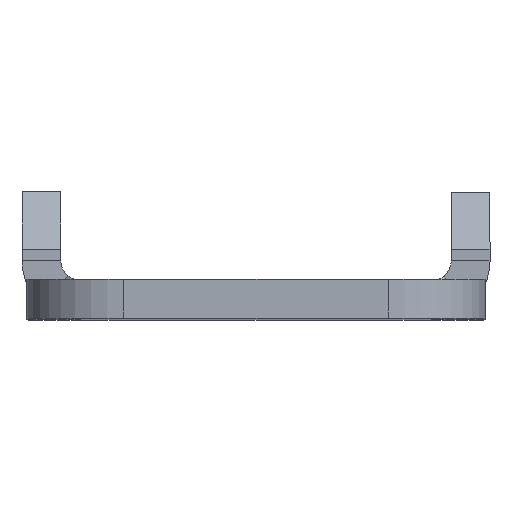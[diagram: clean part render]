
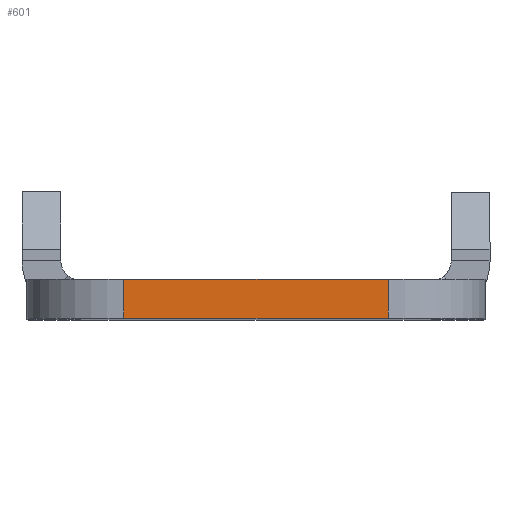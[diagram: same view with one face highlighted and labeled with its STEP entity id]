
A CAD part, top view. The second image highlights one B-rep face of the part: STEP entity #601.
In plain terms, the highlighted face is planar.
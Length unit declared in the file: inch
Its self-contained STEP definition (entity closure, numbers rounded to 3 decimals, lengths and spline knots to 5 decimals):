
#2 = LINE ( 'NONE', #688, #993 ) ;
#13 = VERTEX_POINT ( 'NONE', #1370 ) ;
#39 = VERTEX_POINT ( 'NONE', #101 ) ;
#84 = VECTOR ( 'NONE', #1104, 39.37008 ) ;
#91 = PLANE ( 'NONE',  #1180 ) ;
#94 = ORIENTED_EDGE ( 'NONE', *, *, #547, .F. ) ;
#101 = CARTESIAN_POINT ( 'NONE',  ( -0.29528, 0.02, -0.06811 ) ) ;
#112 = FACE_OUTER_BOUND ( 'NONE', #286, .T. ) ;
#217 = DIRECTION ( 'NONE',  ( 0., 1., 0. ) ) ;
#221 = ORIENTED_EDGE ( 'NONE', *, *, #1208, .F. ) ;
#251 = VECTOR ( 'NONE', #298, 39.37008 ) ;
#286 = EDGE_LOOP ( 'NONE', ( #221, #441, #1328, #94 ) ) ;
#298 = DIRECTION ( 'NONE',  ( 0., 0., 1. ) ) ;
#428 = CARTESIAN_POINT ( 'NONE',  ( -0.29528, 0., 0.06811 ) ) ;
#441 = ORIENTED_EDGE ( 'NONE', *, *, #650, .T. ) ;
#547 = EDGE_CURVE ( 'NONE', #39, #1305, #2, .T. ) ;
#549 = CARTESIAN_POINT ( 'NONE',  ( -0.29528, 0.02, 0.06811 ) ) ;
#601 = ADVANCED_FACE ( 'NONE', ( #112 ), #91, .F. ) ;
#649 = CARTESIAN_POINT ( 'NONE',  ( -0.29528, 0., 0. ) ) ;
#650 = EDGE_CURVE ( 'NONE', #13, #1329, #1341, .T. ) ;
#655 = CARTESIAN_POINT ( 'NONE',  ( -0.29528, 0.02, -0.06811 ) ) ;
#688 = CARTESIAN_POINT ( 'NONE',  ( -0.29528, 0.02, 0.11811 ) ) ;
#704 = DIRECTION ( 'NONE',  ( 0., 0., 1. ) ) ;
#895 = LINE ( 'NONE', #549, #1455 ) ;
#976 = LINE ( 'NONE', #655, #84 ) ;
#993 = VECTOR ( 'NONE', #704, 39.37008 ) ;
#1104 = DIRECTION ( 'NONE',  ( 0., 1., 0. ) ) ;
#1156 = DIRECTION ( 'NONE',  ( 1., 0., 0. ) ) ;
#1180 = AXIS2_PLACEMENT_3D ( 'NONE', #1278, #1156, #1397 ) ;
#1208 = EDGE_CURVE ( 'NONE', #13, #39, #976, .T. ) ;
#1278 = CARTESIAN_POINT ( 'NONE',  ( -0.29528, 0.02, 0.11811 ) ) ;
#1300 = EDGE_CURVE ( 'NONE', #1329, #1305, #895, .T. ) ;
#1305 = VERTEX_POINT ( 'NONE', #1492 ) ;
#1328 = ORIENTED_EDGE ( 'NONE', *, *, #1300, .T. ) ;
#1329 = VERTEX_POINT ( 'NONE', #428 ) ;
#1341 = LINE ( 'NONE', #649, #251 ) ;
#1370 = CARTESIAN_POINT ( 'NONE',  ( -0.29528, 0., -0.06811 ) ) ;
#1397 = DIRECTION ( 'NONE',  ( 0., 0., 1. ) ) ;
#1455 = VECTOR ( 'NONE', #217, 39.37008 ) ;
#1492 = CARTESIAN_POINT ( 'NONE',  ( -0.29528, 0.02, 0.06811 ) ) ;
